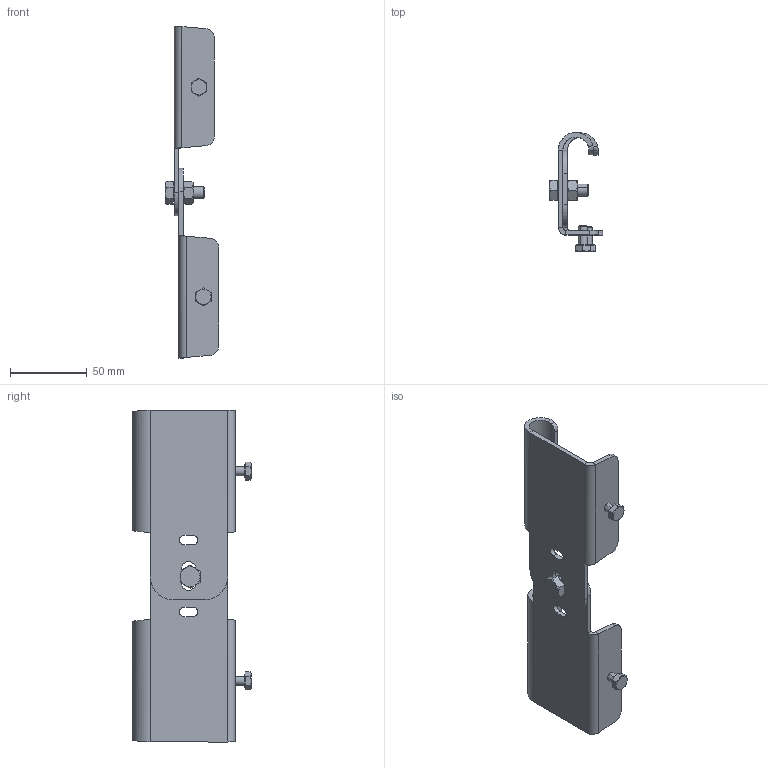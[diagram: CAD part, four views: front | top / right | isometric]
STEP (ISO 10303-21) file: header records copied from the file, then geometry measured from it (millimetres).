
FILE_DESCRIPTION (( 'STEP AP203' ), '1' );
FILE_NAME ('10-02-1014.STEP', '2013-05-02T12:23:19', ( 'asennus' ), ( '' ), 'SwSTEP 2.0', 'SolidWorks 2013', '' );
FILE_SCHEMA (( 'CONFIG_CONTROL_DESIGN' ));
Length unit declared in the file: millimetre
Products named in the file (1): 10-02-1014
Bounding box: 34.94 x 77.5 x 217 mm (x, y, z)
Surface area: 49272.6 mm2 (no closed solid volume)
Topology: 0 solids, 9 shells, 176 faces, 406 edges, 248 vertices
Faces by surface type: plane 74, cylinder 54, cone 36, bspline 12
Entity records: 6365 total; most frequent: CARTESIAN_POINT 2445, ORIENTED_EDGE 800, DIRECTION 760, EDGE_CURVE 406, AXIS2_PLACEMENT_3D 293, VERTEX_POINT 248, EDGE_LOOP 196, ADVANCED_FACE 176
